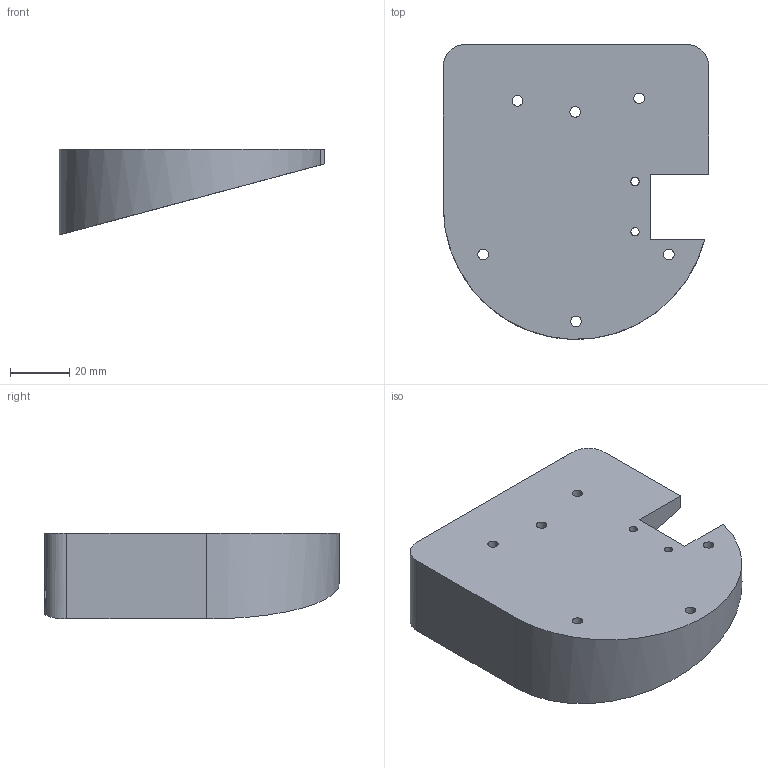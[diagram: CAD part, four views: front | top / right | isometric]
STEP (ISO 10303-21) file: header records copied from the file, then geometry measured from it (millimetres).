
FILE_DESCRIPTION(/* description */ (''),/* implementation_level */ '2;1');
FILE_NAME(/* name */ 'HandMount.step',/* time_stamp */ '2024-03-16T16:08:45+09:00',/* author */ (''),/* organization */ (''),/* preprocessor_version */ 'ST-DEVELOPER v20',/* originating_system */ 'Autodesk Translation Framework v12.20.1.177',/* authorisation */ '');
FILE_SCHEMA (('AUTOMOTIVE_DESIGN { 1 0 10303 214 3 1 1 }'));
Length unit declared in the file: millimetre
Products named in the file (1): HandMount
Bounding box: 90 x 99.95 x 29.12 mm (x, y, z)
Volume: 126361.1 mm3; surface area: 25694.2 mm2
Topology: 1 solids, 1 shells, 54 faces, 139 edges, 92 vertices
Faces by surface type: plane 36, cylinder 17, bspline 1
Full cylindrical faces by diameter (mm): 2.8 x2, 3.6 x6, 8 x6
Entity records: 1751 total; most frequent: CARTESIAN_POINT 303, DIRECTION 290, ORIENTED_EDGE 278, EDGE_CURVE 139, AXIS2_PLACEMENT_3D 97, LINE 96, VECTOR 96, VERTEX_POINT 92
